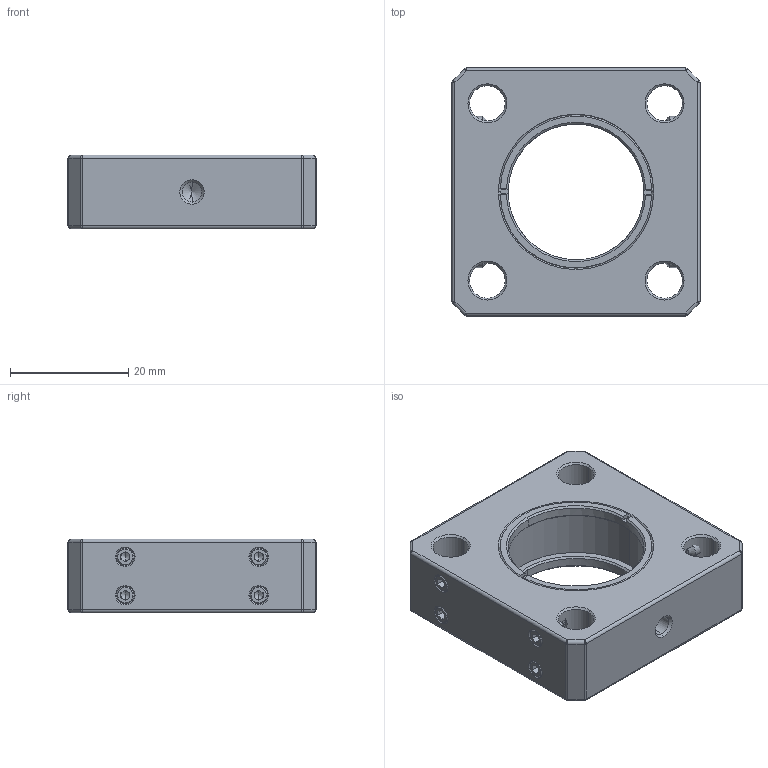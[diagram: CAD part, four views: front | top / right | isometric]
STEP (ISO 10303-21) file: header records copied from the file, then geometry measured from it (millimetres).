
FILE_DESCRIPTION (( 'STEP AP203' ), '1' );
FILE_NAME ('CSP1T-25.4A.STEP', '2025-06-18T01:01:56', ( '' ), ( '' ), 'SwSTEP 2.0', 'SolidWorks 2020', '' );
FILE_SCHEMA (( 'CONFIG_CONTROL_DESIGN' ));
Length unit declared in the file: millimetre
Products named in the file (1): CSP1T-25.4A
Bounding box: 42 x 42 x 12.5 mm (x, y, z)
Volume: 14558.7 mm3; surface area: 8098.8 mm2
Topology: 11 solids, 11 shells, 697 faces, 1827 edges, 1117 vertices
Faces by surface type: plane 368, cone 140, bspline 89, cylinder 84, sphere 16
Entity records: 25624 total; most frequent: CARTESIAN_POINT 9209, ORIENTED_EDGE 3522, DIRECTION 3099, EDGE_CURVE 1761, VECTOR 1189, LINE 1189, VERTEX_POINT 1117, AXIS2_PLACEMENT_3D 955
